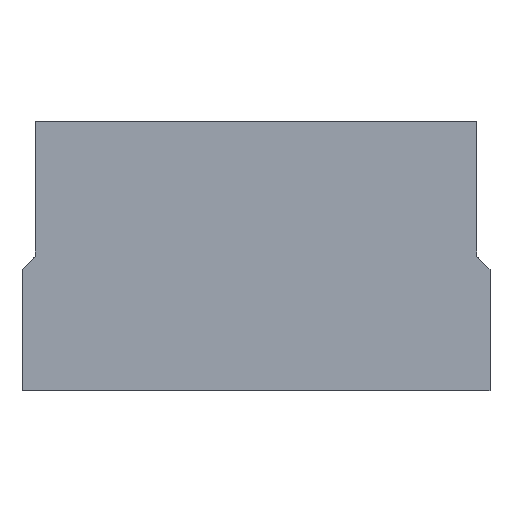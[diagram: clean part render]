
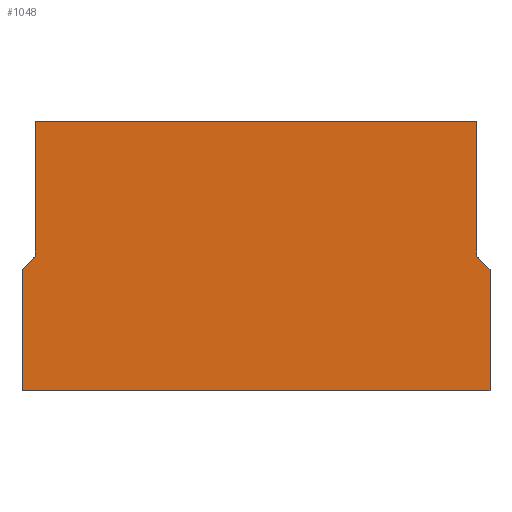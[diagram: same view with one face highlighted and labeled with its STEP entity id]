
A CAD part, top view. The second image highlights one B-rep face of the part: STEP entity #1048.
In plain terms, the highlighted planar face has unit normal (0, 0, 1).
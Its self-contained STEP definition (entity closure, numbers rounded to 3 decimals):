
#94=FACE_OUTER_BOUND('',#152,.T.);
#152=EDGE_LOOP('',(#917,#918,#919,#920,#921,#922,#923,#924));
#238=LINE('',#1607,#368);
#244=LINE('',#1622,#374);
#254=LINE('',#1640,#384);
#272=LINE('',#1676,#402);
#277=LINE('',#1685,#407);
#280=LINE('',#1692,#410);
#284=LINE('',#1698,#414);
#285=LINE('',#1700,#415);
#368=VECTOR('',#1308,10.);
#374=VECTOR('',#1324,10.);
#384=VECTOR('',#1338,10.);
#402=VECTOR('',#1374,10.);
#407=VECTOR('',#1381,10.);
#410=VECTOR('',#1386,10.);
#414=VECTOR('',#1392,10.);
#415=VECTOR('',#1395,10.);
#489=VERTEX_POINT('',#1604);
#490=VERTEX_POINT('',#1606);
#493=VERTEX_POINT('',#1618);
#494=VERTEX_POINT('',#1620);
#509=VERTEX_POINT('',#1675);
#512=VERTEX_POINT('',#1684);
#513=VERTEX_POINT('',#1688);
#515=VERTEX_POINT('',#1691);
#612=EDGE_CURVE('',#489,#490,#238,.T.);
#620=EDGE_CURVE('',#494,#493,#244,.T.);
#630=EDGE_CURVE('',#490,#494,#254,.T.);
#648=EDGE_CURVE('',#509,#493,#272,.T.);
#653=EDGE_CURVE('',#512,#509,#277,.T.);
#656=EDGE_CURVE('',#515,#513,#280,.T.);
#660=EDGE_CURVE('',#489,#515,#284,.T.);
#661=EDGE_CURVE('',#512,#513,#285,.T.);
#917=ORIENTED_EDGE('',*,*,#648,.T.);
#918=ORIENTED_EDGE('',*,*,#620,.F.);
#919=ORIENTED_EDGE('',*,*,#630,.F.);
#920=ORIENTED_EDGE('',*,*,#612,.F.);
#921=ORIENTED_EDGE('',*,*,#660,.T.);
#922=ORIENTED_EDGE('',*,*,#656,.T.);
#923=ORIENTED_EDGE('',*,*,#661,.F.);
#924=ORIENTED_EDGE('',*,*,#653,.T.);
#996=PLANE('',#1132);
#1048=ADVANCED_FACE('',(#94),#996,.T.);
#1132=AXIS2_PLACEMENT_3D('',#1699,#1393,#1394);
#1308=DIRECTION('',(0.,-1.,0.));
#1324=DIRECTION('',(0.,1.,0.));
#1338=DIRECTION('',(-1.,0.,0.));
#1374=DIRECTION('',(-0.707,-0.707,0.));
#1381=DIRECTION('',(0.,-1.,0.));
#1386=DIRECTION('',(0.,1.,0.));
#1392=DIRECTION('',(-0.707,0.707,0.));
#1393=DIRECTION('center_axis',(0.,0.,1.));
#1394=DIRECTION('ref_axis',(1.,0.,0.));
#1395=DIRECTION('',(1.,0.,0.));
#1604=CARTESIAN_POINT('',(57.653,-17.51,17.44));
#1606=CARTESIAN_POINT('',(57.653,-33.208,17.44));
#1607=CARTESIAN_POINT('',(57.653,-31.708,17.44));
#1618=CARTESIAN_POINT('',(-3.053,-17.51,17.44));
#1620=CARTESIAN_POINT('',(-3.053,-33.208,17.44));
#1622=CARTESIAN_POINT('',(-3.053,-31.708,17.44));
#1640=CARTESIAN_POINT('',(12.123,-33.208,17.44));
#1675=CARTESIAN_POINT('',(-1.303,-15.76,17.44));
#1676=CARTESIAN_POINT('',(-6.603,-21.06,17.44));
#1684=CARTESIAN_POINT('',(-1.303,1.733,17.44));
#1685=CARTESIAN_POINT('',(-1.303,-23.859,17.44));
#1688=CARTESIAN_POINT('',(55.903,1.733,17.44));
#1691=CARTESIAN_POINT('',(55.903,-15.76,17.44));
#1692=CARTESIAN_POINT('',(55.903,-23.859,17.44));
#1698=CARTESIAN_POINT('',(46.026,-5.883,17.44));
#1699=CARTESIAN_POINT('Origin',(-3.053,-31.708,17.44));
#1700=CARTESIAN_POINT('',(-3.053,1.733,17.44));
